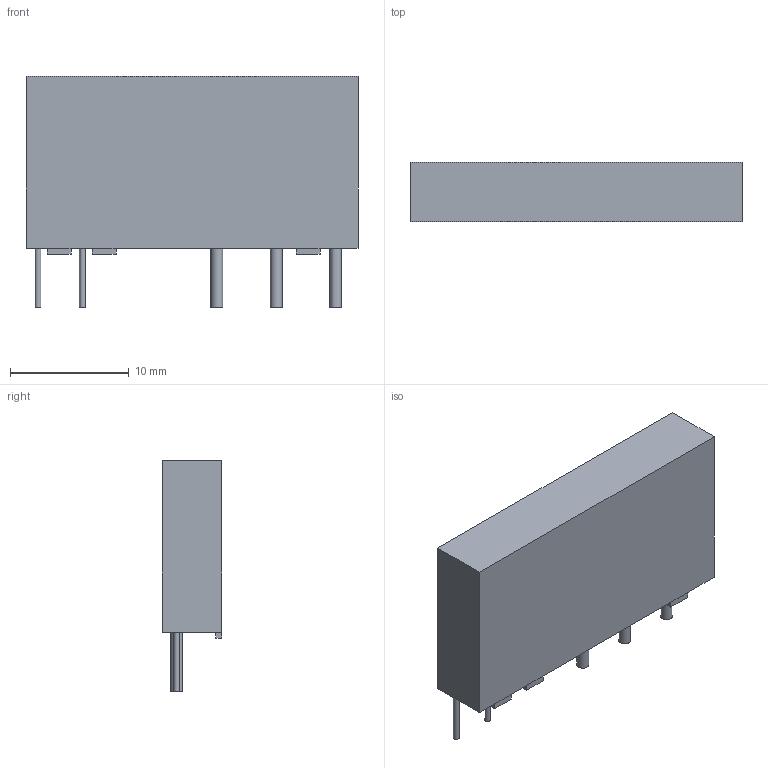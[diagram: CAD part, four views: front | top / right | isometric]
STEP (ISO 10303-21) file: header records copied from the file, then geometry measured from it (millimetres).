
FILE_DESCRIPTION(('FreeCAD Model'),'2;1');
FILE_NAME('APF30212C_v.stp', '2014-10-18T19:08:06',('FreeCAD'),('FreeCAD'), 'Open CASCADE STEP processor 6.6','FreeCAD','Unknown');
FILE_SCHEMA(('AUTOMOTIVE_DESIGN_CC2 { 1 2 10303 214 -1 1 5 4 }'));
Length unit declared in the file: millimetre
Products named in the file (2): Pad002; Pad001
Bounding box: 28 x 5 x 19.5 mm (x, y, z)
Volume: 2045.2 mm3; surface area: 1312.8 mm2
Topology: 6 solids, 6 shells, 36 faces, 66 edges, 42 vertices
Faces by surface type: plane 31, cylinder 5
Full cylindrical faces by diameter (mm): 0.5 x2, 1 x3
Entity records: 1828 total; most frequent: CARTESIAN_POINT 337, DIRECTION 272, LINE 178, VECTOR 178, ORIENTED_EDGE 132, PCURVE 132, DEFINITIONAL_REPRESENTATION 132, EDGE_CURVE 66
